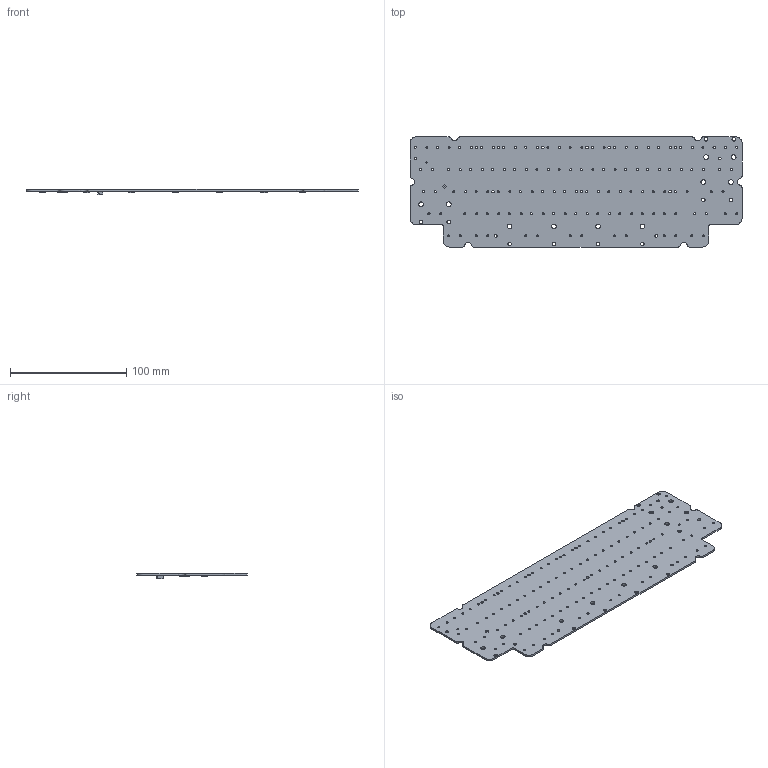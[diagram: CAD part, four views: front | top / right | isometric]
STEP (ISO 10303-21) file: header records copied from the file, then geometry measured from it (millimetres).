
FILE_DESCRIPTION(('KiCad electronic assembly'),'2;1');
FILE_NAME('Agar60HE.step','2025-06-07T23:48:40',('Pcbnew'),('Kicad'), 'Open CASCADE STEP processor 7.8','KiCad to STEP converter','Unknown' );
FILE_SCHEMA(('AUTOMOTIVE_DESIGN { 1 0 10303 214 1 1 1 1 }'));
Length unit declared in the file: millimetre
Products named in the file (14): Agar60HE 1; C_0402_1005Metric; SSOP-16_4.4x5.2mm_P0.65mm; SSOP_16_44x52mm_P065mm; Resonator_SMD_Murata_CSTxExxV-3Pin_3.0x1.1mm; muRata_CSTxExxV; QFN-32-1EP_4x4mm_P0.4mm_EP2.65x2.65mm; QFN-32-1EP_4x4mm_Pitch0.4mm; SM04B-SRSS-TB; JST SM04B-SRSS-TB; R_0402_1005Metric; Heart HE 60_PCB
Assembly tree (164 placements, depth 3):
  Agar60HE 1
    C_0402_1005Metric  x143
      C_0402_1005Metric
    SSOP-16_4.4x5.2mm_P0.65mm  x8
      SSOP_16_44x52mm_P065mm
    Resonator_SMD_Murata_CSTxExxV-3Pin_3.0x1.1mm
      muRata_CSTxExxV
    QFN-32-1EP_4x4mm_P0.4mm_EP2.65x2.65mm
      QFN-32-1EP_4x4mm_Pitch0.4mm
    SM04B-SRSS-TB
      JST SM04B-SRSS-TB
    R_0402_1005Metric  x3
      R_0402_1005Metric
    Heart HE 60_PCB
Bounding box: 285.75 x 94.75 x 4.41 mm (x, y, z)
Volume: 40740.3 mm3; surface area: 54612.6 mm2
Topology: 158 solids, 158 shells, 6891 faces, 18066 edges, 11792 vertices
Faces by surface type: plane 4072, cylinder 2499, bspline 320
Full cylindrical faces by diameter (mm): 0.2 x13, 0.5 x9, 1.75 x122, 2.2 x13, 3.048 x10, 3.988 x10
Entity records: 36748 total; most frequent: CARTESIAN_POINT 5519, DIRECTION 5313, ORIENTED_EDGE 5178, EDGE_CURVE 2589, LINE 1913, VECTOR 1913, AXIS2_PLACEMENT_3D 1700, VERTEX_POINT 1682
